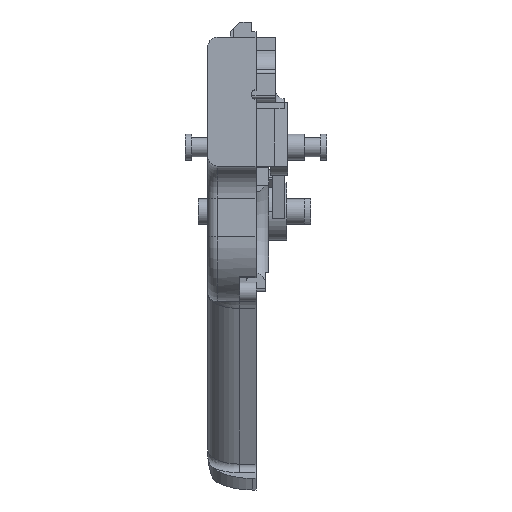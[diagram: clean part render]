
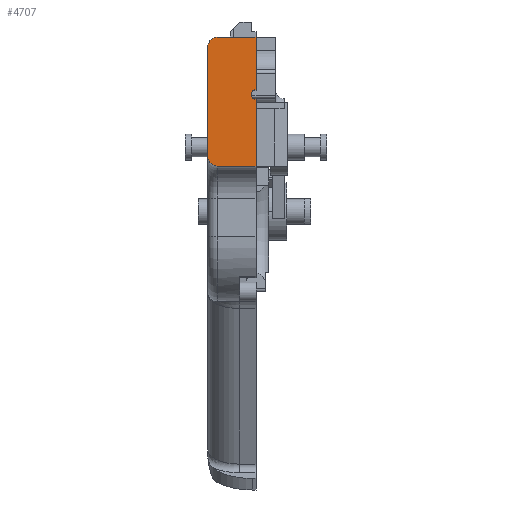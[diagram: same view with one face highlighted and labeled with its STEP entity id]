
A CAD part, top view. The second image highlights one B-rep face of the part: STEP entity #4707.
In plain terms, the highlighted planar face has unit normal (0, 0, 1).
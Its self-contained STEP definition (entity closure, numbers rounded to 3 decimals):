
#450=CIRCLE('',#5188,3.);
#452=CIRCLE('',#5191,1.5);
#453=CIRCLE('',#5192,3.);
#680=FACE_OUTER_BOUND('',#958,.T.);
#958=EDGE_LOOP('',(#3822,#3823,#3824,#3825,#3826,#3827,#3828,#3829));
#1292=LINE('',#8367,#1685);
#1297=LINE('',#8382,#1690);
#1303=LINE('',#8480,#1696);
#1304=LINE('',#8482,#1697);
#1305=LINE('',#8484,#1698);
#1685=VECTOR('',#6200,10.);
#1690=VECTOR('',#6211,10.);
#1696=VECTOR('',#6229,10.);
#1697=VECTOR('',#6230,10.);
#1698=VECTOR('',#6233,10.);
#2123=VERTEX_POINT('',#8364);
#2124=VERTEX_POINT('',#8366);
#2130=VERTEX_POINT('',#8379);
#2131=VERTEX_POINT('',#8381);
#2142=VERTEX_POINT('',#8472);
#2144=VERTEX_POINT('',#8478);
#2145=VERTEX_POINT('',#8479);
#2146=VERTEX_POINT('',#8481);
#2715=EDGE_CURVE('',#2123,#2124,#1292,.T.);
#2722=EDGE_CURVE('',#2130,#2131,#1297,.T.);
#2734=EDGE_CURVE('',#2131,#2142,#450,.T.);
#2737=EDGE_CURVE('',#2144,#2145,#1303,.T.);
#2738=EDGE_CURVE('',#2146,#2144,#1304,.T.);
#2739=EDGE_CURVE('',#2124,#2146,#452,.T.);
#2740=EDGE_CURVE('',#2142,#2123,#1305,.T.);
#2741=EDGE_CURVE('',#2145,#2130,#453,.T.);
#3822=ORIENTED_EDGE('',*,*,#2737,.F.);
#3823=ORIENTED_EDGE('',*,*,#2738,.F.);
#3824=ORIENTED_EDGE('',*,*,#2739,.F.);
#3825=ORIENTED_EDGE('',*,*,#2715,.F.);
#3826=ORIENTED_EDGE('',*,*,#2740,.F.);
#3827=ORIENTED_EDGE('',*,*,#2734,.F.);
#3828=ORIENTED_EDGE('',*,*,#2722,.F.);
#3829=ORIENTED_EDGE('',*,*,#2741,.F.);
#4502=PLANE('',#5190);
#4707=ADVANCED_FACE('',(#680),#4502,.F.);
#5188=AXIS2_PLACEMENT_3D('',#8473,#6222,#6223);
#5190=AXIS2_PLACEMENT_3D('',#8477,#6227,#6228);
#5191=AXIS2_PLACEMENT_3D('',#8483,#6231,#6232);
#5192=AXIS2_PLACEMENT_3D('',#8485,#6234,#6235);
#6200=DIRECTION('',(0.,-1.,0.));
#6211=DIRECTION('',(0.,1.,0.));
#6222=DIRECTION('center_axis',(0.,0.,-1.));
#6223=DIRECTION('ref_axis',(-0.707,0.707,0.));
#6227=DIRECTION('center_axis',(0.,0.,-1.));
#6228=DIRECTION('ref_axis',(0.,-1.,0.));
#6229=DIRECTION('',(-1.,0.,0.));
#6230=DIRECTION('',(0.,-1.,0.));
#6231=DIRECTION('center_axis',(0.,0.,1.));
#6232=DIRECTION('ref_axis',(0.,1.,0.));
#6233=DIRECTION('',(1.,0.,0.));
#6234=DIRECTION('center_axis',(0.,0.,-1.));
#6235=DIRECTION('ref_axis',(-0.707,-0.707,0.));
#8364=CARTESIAN_POINT('',(0.,0.,-103.608));
#8366=CARTESIAN_POINT('',(0.,-16.3,-103.608));
#8367=CARTESIAN_POINT('',(0.,-24.188,-103.608));
#8379=CARTESIAN_POINT('',(-15.,-37.,-103.608));
#8381=CARTESIAN_POINT('',(-15.,-3.,-103.608));
#8382=CARTESIAN_POINT('',(-15.,-58.998,-103.608));
#8472=CARTESIAN_POINT('',(-12.,0.,-103.608));
#8473=CARTESIAN_POINT('Origin',(-12.,-3.,-103.608));
#8477=CARTESIAN_POINT('Origin',(0.,9.21,-103.608));
#8478=CARTESIAN_POINT('',(0.,-40.,-103.608));
#8479=CARTESIAN_POINT('',(-12.,-40.,-103.608));
#8480=CARTESIAN_POINT('',(0.,-40.,-103.608));
#8481=CARTESIAN_POINT('',(0.,-19.3,-103.608));
#8482=CARTESIAN_POINT('',(0.,-24.188,-103.608));
#8483=CARTESIAN_POINT('Origin',(0.,-17.8,-103.608));
#8484=CARTESIAN_POINT('',(0.,0.,-103.608));
#8485=CARTESIAN_POINT('Origin',(-12.,-37.,-103.608));
